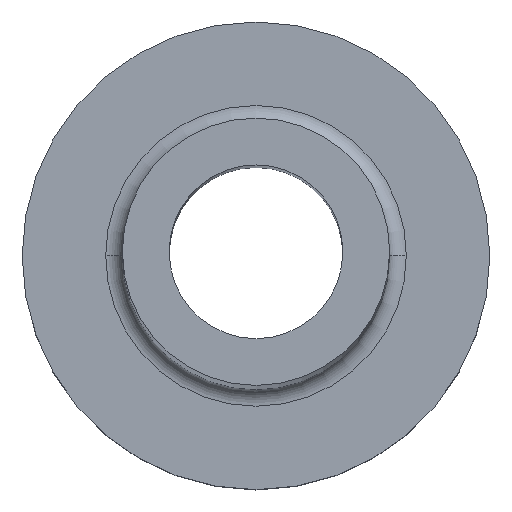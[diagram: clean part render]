
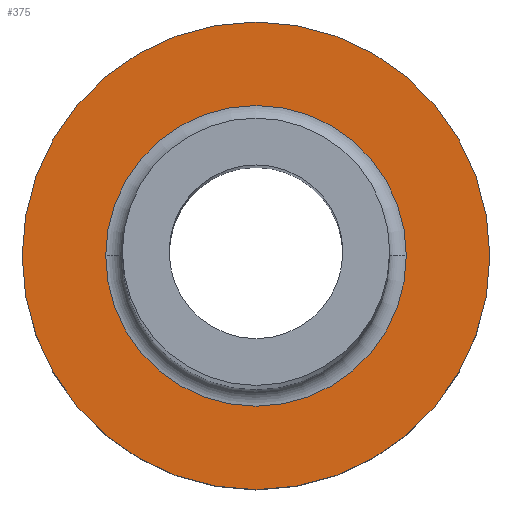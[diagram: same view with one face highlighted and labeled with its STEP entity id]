
A CAD part, top view. The second image highlights one B-rep face of the part: STEP entity #375.
In plain terms, the highlighted planar face has unit normal (0, 0, 1).
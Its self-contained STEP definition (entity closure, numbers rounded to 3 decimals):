
#6 = VERTEX_POINT ( 'NONE', #204 ) ;
#20 = ORIENTED_EDGE ( 'NONE', *, *, #410, .T. ) ;
#59 = VERTEX_POINT ( 'NONE', #85 ) ;
#64 = AXIS2_PLACEMENT_3D ( 'NONE', #308, #254, #164 ) ;
#67 = EDGE_LOOP ( 'NONE', ( #396, #210 ) ) ;
#85 = CARTESIAN_POINT ( 'NONE',  ( -4.5, 0., 5. ) ) ;
#91 = AXIS2_PLACEMENT_3D ( 'NONE', #131, #284, #452 ) ;
#96 = CARTESIAN_POINT ( 'NONE',  ( 7., 0., 5. ) ) ;
#104 = DIRECTION ( 'NONE',  ( 1., 0., 0. ) ) ;
#127 = VERTEX_POINT ( 'NONE', #195 ) ;
#131 = CARTESIAN_POINT ( 'NONE',  ( 0., 0., 5. ) ) ;
#132 = EDGE_CURVE ( 'NONE', #6, #221, #155, .T. ) ;
#135 = AXIS2_PLACEMENT_3D ( 'NONE', #329, #151, #297 ) ;
#136 = AXIS2_PLACEMENT_3D ( 'NONE', #224, #330, #104 ) ;
#142 = CARTESIAN_POINT ( 'NONE',  ( 0., 0., 5. ) ) ;
#151 = DIRECTION ( 'NONE',  ( 0., 0., 1. ) ) ;
#155 = CIRCLE ( 'NONE', #135, 7. ) ;
#156 = CIRCLE ( 'NONE', #136, 4.5 ) ;
#164 = DIRECTION ( 'NONE',  ( 1., 0., 0. ) ) ;
#171 = EDGE_LOOP ( 'NONE', ( #20, #211 ) ) ;
#195 = CARTESIAN_POINT ( 'NONE',  ( 4.5, 0., 5. ) ) ;
#204 = CARTESIAN_POINT ( 'NONE',  ( -7., 0., 5. ) ) ;
#210 = ORIENTED_EDGE ( 'NONE', *, *, #236, .T. ) ;
#211 = ORIENTED_EDGE ( 'NONE', *, *, #403, .T. ) ;
#221 = VERTEX_POINT ( 'NONE', #96 ) ;
#224 = CARTESIAN_POINT ( 'NONE',  ( 0., 0., 5. ) ) ;
#236 = EDGE_CURVE ( 'NONE', #221, #6, #276, .T. ) ;
#242 = AXIS2_PLACEMENT_3D ( 'NONE', #142, #427, #292 ) ;
#251 = CIRCLE ( 'NONE', #242, 4.5 ) ;
#254 = DIRECTION ( 'NONE',  ( 0., 0., 1. ) ) ;
#276 = CIRCLE ( 'NONE', #64, 7. ) ;
#284 = DIRECTION ( 'NONE',  ( 0., 0., 1. ) ) ;
#292 = DIRECTION ( 'NONE',  ( 1., 0., 0. ) ) ;
#297 = DIRECTION ( 'NONE',  ( 1., 0., 0. ) ) ;
#308 = CARTESIAN_POINT ( 'NONE',  ( 0., 0., 5. ) ) ;
#311 = FACE_BOUND ( 'NONE', #171, .T. ) ;
#313 = FACE_OUTER_BOUND ( 'NONE', #67, .T. ) ;
#329 = CARTESIAN_POINT ( 'NONE',  ( 0., 0., 5. ) ) ;
#330 = DIRECTION ( 'NONE',  ( 0., 0., -1. ) ) ;
#375 = ADVANCED_FACE ( 'NONE', ( #311, #313 ), #383, .T. ) ;
#383 = PLANE ( 'NONE',  #91 ) ;
#396 = ORIENTED_EDGE ( 'NONE', *, *, #132, .T. ) ;
#403 = EDGE_CURVE ( 'NONE', #59, #127, #251, .T. ) ;
#410 = EDGE_CURVE ( 'NONE', #127, #59, #156, .T. ) ;
#427 = DIRECTION ( 'NONE',  ( 0., 0., -1. ) ) ;
#452 = DIRECTION ( 'NONE',  ( 1., 0., 0. ) ) ;
